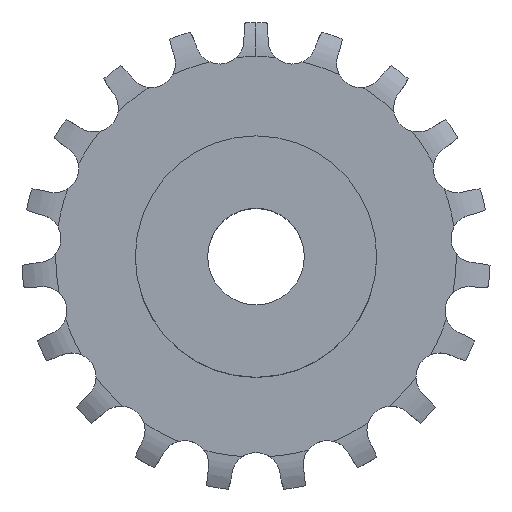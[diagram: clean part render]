
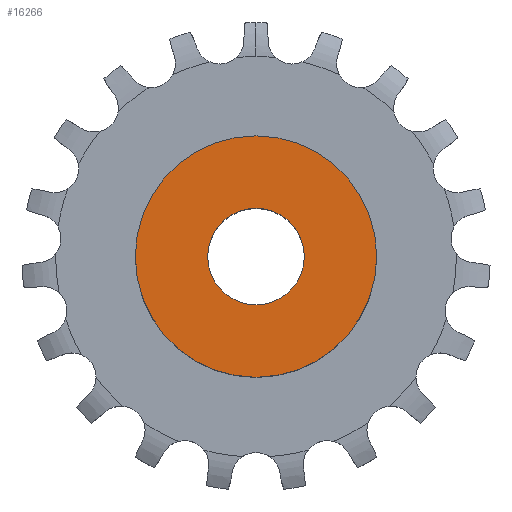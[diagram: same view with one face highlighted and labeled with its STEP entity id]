
A CAD part, top view. The second image highlights one B-rep face of the part: STEP entity #16266.
In plain terms, the highlighted planar face has unit normal (0, 0, 1).
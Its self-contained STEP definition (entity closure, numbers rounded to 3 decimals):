
#2268 = CYLINDRICAL_SURFACE('',#2269,4.);
#2269 = AXIS2_PLACEMENT_3D('',#2270,#2271,#2272);
#2270 = CARTESIAN_POINT('',(0.,0.,56.925));
#2271 = DIRECTION('',(0.,0.,1.));
#2272 = DIRECTION('',(1.,0.,-0.));
#4012 = CYLINDRICAL_SURFACE('',#4013,10.);
#4013 = AXIS2_PLACEMENT_3D('',#4014,#4015,#4016);
#4014 = CARTESIAN_POINT('',(0.,0.,0.));
#4015 = DIRECTION('',(-0.,-0.,-1.));
#4016 = DIRECTION('',(1.,0.,0.));
#12892 = EDGE_CURVE('',#12893,#12893,#12895,.T.);
#12893 = VERTEX_POINT('',#12894);
#12894 = CARTESIAN_POINT('',(4.,0.,11.7));
#12895 = SURFACE_CURVE('',#12896,(#12901,#12908),.PCURVE_S1.);
#12896 = CIRCLE('',#12897,4.);
#12897 = AXIS2_PLACEMENT_3D('',#12898,#12899,#12900);
#12898 = CARTESIAN_POINT('',(0.,0.,11.7));
#12899 = DIRECTION('',(0.,0.,1.));
#12900 = DIRECTION('',(1.,0.,-0.));
#12901 = PCURVE('',#2268,#12902);
#12902 = DEFINITIONAL_REPRESENTATION('',(#12903),#12907);
#12903 = LINE('',#12904,#12905);
#12904 = CARTESIAN_POINT('',(0.,-45.225));
#12905 = VECTOR('',#12906,1.);
#12906 = DIRECTION('',(1.,0.));
#12907 = ( GEOMETRIC_REPRESENTATION_CONTEXT(2) 
PARAMETRIC_REPRESENTATION_CONTEXT() REPRESENTATION_CONTEXT('2D SPACE',''
  ) );
#12908 = PCURVE('',#12909,#12914);
#12909 = PLANE('',#12910);
#12910 = AXIS2_PLACEMENT_3D('',#12911,#12912,#12913);
#12911 = CARTESIAN_POINT('',(0.,0.,11.7));
#12912 = DIRECTION('',(-0.,0.,1.));
#12913 = DIRECTION('',(0.,-1.,0.));
#12914 = DEFINITIONAL_REPRESENTATION('',(#12915),#12919);
#12915 = CIRCLE('',#12916,4.);
#12916 = AXIS2_PLACEMENT_2D('',#12917,#12918);
#12917 = CARTESIAN_POINT('',(0.,0.));
#12918 = DIRECTION('',(0.,1.));
#12919 = ( GEOMETRIC_REPRESENTATION_CONTEXT(2) 
PARAMETRIC_REPRESENTATION_CONTEXT() REPRESENTATION_CONTEXT('2D SPACE',''
  ) );
#15115 = VERTEX_POINT('',#15116);
#15116 = CARTESIAN_POINT('',(10.,0.,11.7));
#15137 = EDGE_CURVE('',#15115,#15115,#15138,.T.);
#15138 = SURFACE_CURVE('',#15139,(#15144,#15151),.PCURVE_S1.);
#15139 = CIRCLE('',#15140,10.);
#15140 = AXIS2_PLACEMENT_3D('',#15141,#15142,#15143);
#15141 = CARTESIAN_POINT('',(0.,0.,11.7));
#15142 = DIRECTION('',(0.,0.,1.));
#15143 = DIRECTION('',(1.,0.,0.));
#15144 = PCURVE('',#4012,#15145);
#15145 = DEFINITIONAL_REPRESENTATION('',(#15146),#15150);
#15146 = LINE('',#15147,#15148);
#15147 = CARTESIAN_POINT('',(-0.,-11.7));
#15148 = VECTOR('',#15149,1.);
#15149 = DIRECTION('',(-1.,0.));
#15150 = ( GEOMETRIC_REPRESENTATION_CONTEXT(2) 
PARAMETRIC_REPRESENTATION_CONTEXT() REPRESENTATION_CONTEXT('2D SPACE',''
  ) );
#15151 = PCURVE('',#12909,#15152);
#15152 = DEFINITIONAL_REPRESENTATION('',(#15153),#15157);
#15153 = CIRCLE('',#15154,10.);
#15154 = AXIS2_PLACEMENT_2D('',#15155,#15156);
#15155 = CARTESIAN_POINT('',(0.,0.));
#15156 = DIRECTION('',(0.,1.));
#15157 = ( GEOMETRIC_REPRESENTATION_CONTEXT(2) 
PARAMETRIC_REPRESENTATION_CONTEXT() REPRESENTATION_CONTEXT('2D SPACE',''
  ) );
#16266 = ADVANCED_FACE('',(#16267,#16270),#12909,.T.);
#16267 = FACE_BOUND('',#16268,.T.);
#16268 = EDGE_LOOP('',(#16269));
#16269 = ORIENTED_EDGE('',*,*,#15137,.T.);
#16270 = FACE_BOUND('',#16271,.T.);
#16271 = EDGE_LOOP('',(#16272));
#16272 = ORIENTED_EDGE('',*,*,#12892,.F.);
